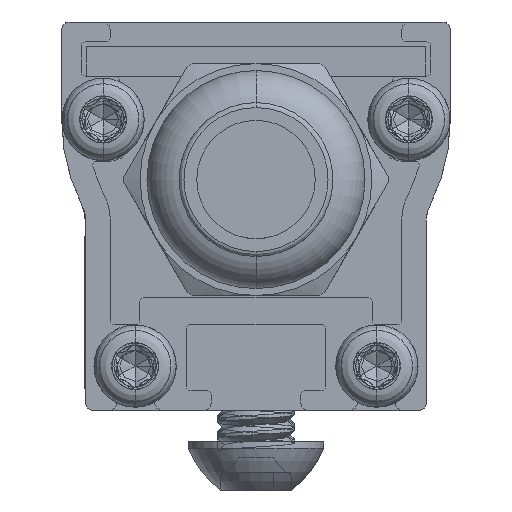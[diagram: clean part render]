
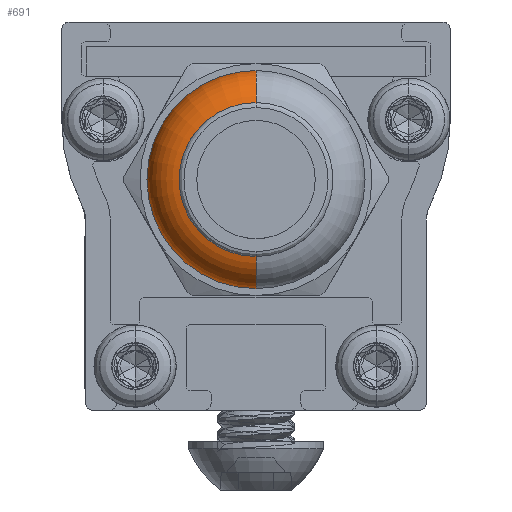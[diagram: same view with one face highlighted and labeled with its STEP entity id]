
A CAD part, left-side view. The second image highlights one B-rep face of the part: STEP entity #691.
In plain terms, the highlighted toroidal (fillet/blend) face has major radius 3.518 mm and minor radius 2.095 mm.
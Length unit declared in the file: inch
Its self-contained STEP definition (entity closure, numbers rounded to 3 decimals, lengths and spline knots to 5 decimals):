
#691 = ADVANCED_FACE ( 'NONE', ( #23195 ), #16094, .T. ) ;
#1566 = ORIENTED_EDGE ( 'NONE', *, *, #12694, .F. ) ;
#1831 = EDGE_CURVE ( 'NONE', #25687, #29636, #14742, .T. ) ;
#1891 = ORIENTED_EDGE ( 'NONE', *, *, #4958, .T. ) ;
#2125 = CARTESIAN_POINT ( 'NONE',  ( -0.395, 0., -0.156 ) ) ;
#2153 = AXIS2_PLACEMENT_3D ( 'NONE', #12006, #4998, #2807 ) ;
#2478 = CARTESIAN_POINT ( 'NONE',  ( -0.31437, 0., 0. ) ) ;
#2807 = DIRECTION ( 'NONE',  ( 0., 0., 1. ) ) ;
#3427 = CARTESIAN_POINT ( 'NONE',  ( -0.31437, 0., 0.22102 ) ) ;
#4275 = DIRECTION ( 'NONE',  ( 1., 0., 0. ) ) ;
#4958 = EDGE_CURVE ( 'NONE', #25687, #7540, #17593, .T. ) ;
#4998 = DIRECTION ( 'NONE',  ( -1., 0., 0. ) ) ;
#5156 = AXIS2_PLACEMENT_3D ( 'NONE', #23829, #12277, #19059 ) ;
#5513 = CARTESIAN_POINT ( 'NONE',  ( -0.31437, 0., -0.13852 ) ) ;
#5643 = ORIENTED_EDGE ( 'NONE', *, *, #1831, .F. ) ;
#6925 = EDGE_LOOP ( 'NONE', ( #5643, #1891, #1566, #17448 ) ) ;
#7540 = VERTEX_POINT ( 'NONE', #2125 ) ;
#12006 = CARTESIAN_POINT ( 'NONE',  ( -0.395, 0., 0. ) ) ;
#12202 = DIRECTION ( 'NONE',  ( 0., 0., 1. ) ) ;
#12277 = DIRECTION ( 'NONE',  ( 0., -1., 0. ) ) ;
#12694 = EDGE_CURVE ( 'NONE', #25211, #7540, #27627, .T. ) ;
#14742 = CIRCLE ( 'NONE', #18560, 0.22102 ) ;
#16094 = TOROIDAL_SURFACE ( 'NONE', #20924, 0.13852, 0.0825 ) ;
#16605 = AXIS2_PLACEMENT_3D ( 'NONE', #5513, #26880, #17409 ) ;
#17409 = DIRECTION ( 'NONE',  ( 0., 0., 1. ) ) ;
#17448 = ORIENTED_EDGE ( 'NONE', *, *, #24807, .F. ) ;
#17593 = CIRCLE ( 'NONE', #16605, 0.0825 ) ;
#17802 = CARTESIAN_POINT ( 'NONE',  ( -0.31437, 0., -0.22102 ) ) ;
#18560 = AXIS2_PLACEMENT_3D ( 'NONE', #18585, #4275, #24031 ) ;
#18585 = CARTESIAN_POINT ( 'NONE',  ( -0.31437, 0., 0. ) ) ;
#19059 = DIRECTION ( 'NONE',  ( 0., 0., -1. ) ) ;
#19297 = DIRECTION ( 'NONE',  ( -1., 0., 0. ) ) ;
#20924 = AXIS2_PLACEMENT_3D ( 'NONE', #2478, #19297, #12202 ) ;
#23195 = FACE_OUTER_BOUND ( 'NONE', #6925, .T. ) ;
#23829 = CARTESIAN_POINT ( 'NONE',  ( -0.31437, 0., 0.13852 ) ) ;
#24031 = DIRECTION ( 'NONE',  ( 0., 0., 1. ) ) ;
#24807 = EDGE_CURVE ( 'NONE', #29636, #25211, #28520, .T. ) ;
#25211 = VERTEX_POINT ( 'NONE', #25265 ) ;
#25265 = CARTESIAN_POINT ( 'NONE',  ( -0.395, 0., 0.156 ) ) ;
#25687 = VERTEX_POINT ( 'NONE', #17802 ) ;
#26880 = DIRECTION ( 'NONE',  ( 0., 1., 0. ) ) ;
#27627 = CIRCLE ( 'NONE', #2153, 0.156 ) ;
#28520 = CIRCLE ( 'NONE', #5156, 0.0825 ) ;
#29636 = VERTEX_POINT ( 'NONE', #3427 ) ;
